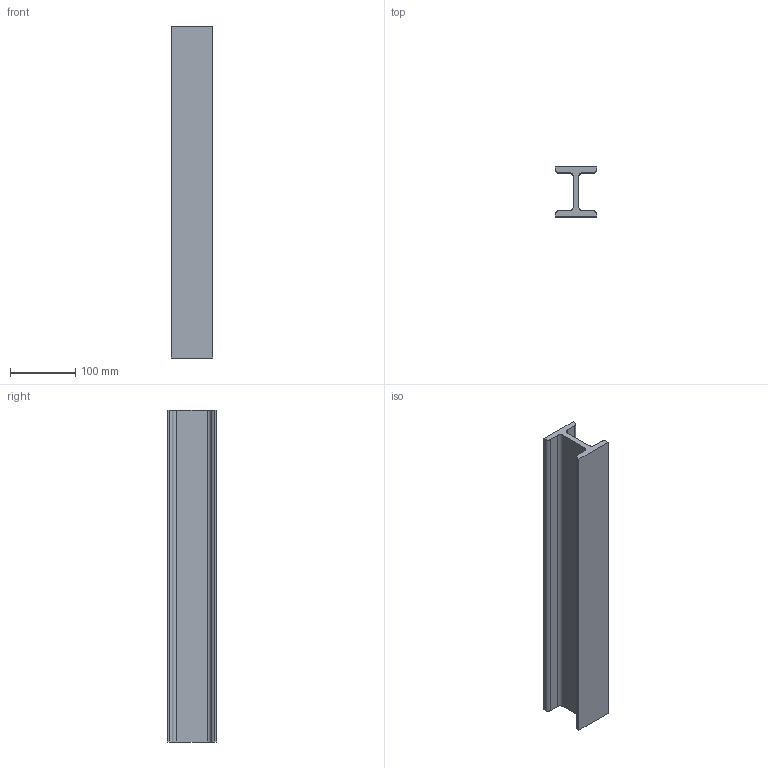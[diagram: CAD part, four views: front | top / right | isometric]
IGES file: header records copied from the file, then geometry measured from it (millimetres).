
Start section: SolidWorks IGES file using analytic representation for surfaces
Global section: file name: D1201109-v1_aLIGO_ITM Elliptical Baffle Tooling_Baffle Box Prop.IGS; native system: SolidWorks 2012; preprocessor: SolidWorks 2012; author: tnguyen; date: 120927.083304; units: inch
Bounding box: 63.5 x 76.2 x 508 mm (x, y, z)
Surface area: 190525.6 mm2 (no closed solid volume)
Topology: 0 solids, 0 shells, 22 faces, 232 edges, 232 vertices
Faces by surface type: bspline 14, revolution 8
